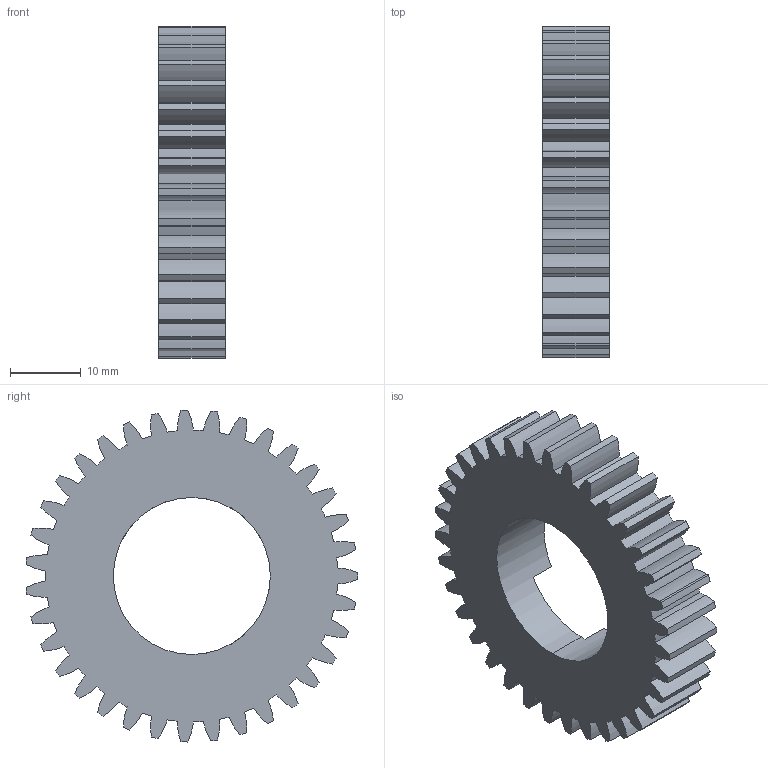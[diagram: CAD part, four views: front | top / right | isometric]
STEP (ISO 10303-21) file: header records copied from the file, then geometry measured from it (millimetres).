
FILE_DESCRIPTION (( 'STEP AP214' ), '1' );
FILE_NAME ('am-0023 35T 20dp Small Output Gear.STEP', '2015-12-21T18:02:41', ( '' ), ( '' ), 'SwSTEP 2.0', 'SolidWorks 2014', '' );
FILE_SCHEMA (( 'AUTOMOTIVE_DESIGN' ));
Length unit declared in the file: inch
Products named in the file (1): am-0023 35T 20dp Small Output Gear
Bounding box: 9.45 x 46.93 x 46.98 mm (x, y, z)
Volume: 9323.1 mm3; surface area: 5892.5 mm2
Topology: 1 solids, 1 shells, 168 faces, 497 edges, 331 vertices
Faces by surface type: cylinder 157, plane 11
Entity records: 5856 total; most frequent: DIRECTION 1154, CARTESIAN_POINT 997, ORIENTED_EDGE 994, EDGE_CURVE 497, AXIS2_PLACEMENT_3D 488, VERTEX_POINT 331, CIRCLE 319, VECTOR 178
